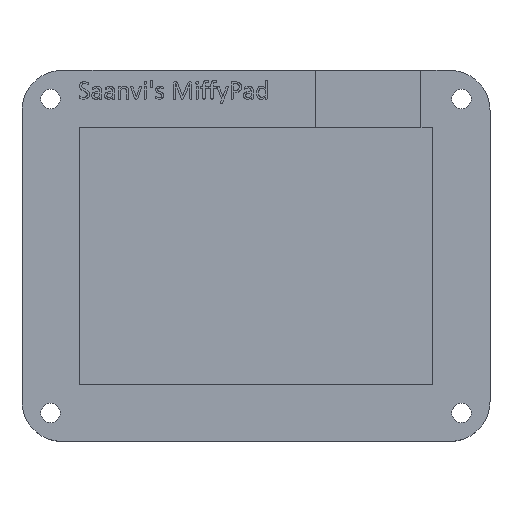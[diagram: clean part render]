
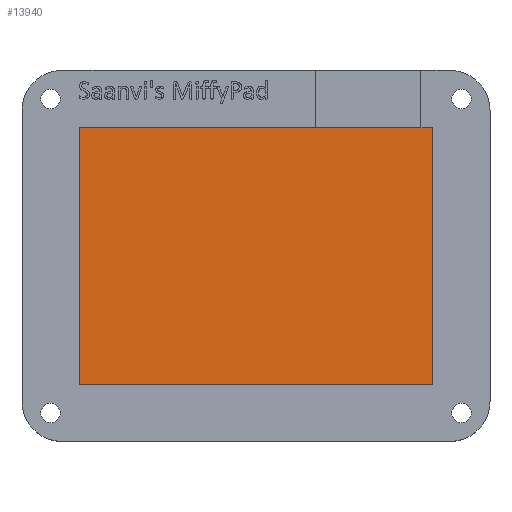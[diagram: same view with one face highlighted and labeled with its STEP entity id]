
A CAD part, top view. The second image highlights one B-rep face of the part: STEP entity #13940.
In plain terms, the highlighted planar face has unit normal (0, 0, 1).
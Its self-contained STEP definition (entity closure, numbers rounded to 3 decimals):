
#1422=FACE_OUTER_BOUND('',#2192,.T.);
#2192=EDGE_LOOP('',(#13013,#13014,#13015,#13016));
#3104=LINE('',#29950,#4006);
#3105=LINE('',#29952,#4007);
#3106=LINE('',#29954,#4008);
#3107=LINE('',#29955,#4009);
#4006=VECTOR('',#15281,10.);
#4007=VECTOR('',#15282,10.);
#4008=VECTOR('',#15283,10.);
#4009=VECTOR('',#15284,10.);
#6651=VERTEX_POINT('',#29948);
#6652=VERTEX_POINT('',#29949);
#6653=VERTEX_POINT('',#29951);
#6654=VERTEX_POINT('',#29953);
#8780=EDGE_CURVE('',#6651,#6652,#3104,.T.);
#8781=EDGE_CURVE('',#6653,#6651,#3105,.T.);
#8782=EDGE_CURVE('',#6654,#6653,#3106,.T.);
#8783=EDGE_CURVE('',#6652,#6654,#3107,.T.);
#13013=ORIENTED_EDGE('',*,*,#8780,.F.);
#13014=ORIENTED_EDGE('',*,*,#8781,.F.);
#13015=ORIENTED_EDGE('',*,*,#8782,.F.);
#13016=ORIENTED_EDGE('',*,*,#8783,.F.);
#13205=PLANE('',#14102);
#13940=ADVANCED_FACE('',(#1422),#13205,.T.);
#14102=AXIS2_PLACEMENT_3D('',#29947,#15279,#15280);
#15279=DIRECTION('center_axis',(0.,0.,1.));
#15280=DIRECTION('ref_axis',(1.,0.,0.));
#15281=DIRECTION('',(0.,1.,0.));
#15282=DIRECTION('',(-1.,0.,0.));
#15283=DIRECTION('',(0.,-1.,0.));
#15284=DIRECTION('',(1.,0.,0.));
#29947=CARTESIAN_POINT('Origin',(31.,22.5,3.));
#29948=CARTESIAN_POINT('',(0.,0.,3.));
#29949=CARTESIAN_POINT('',(0.,45.,3.));
#29950=CARTESIAN_POINT('',(0.,11.25,3.));
#29951=CARTESIAN_POINT('',(62.,0.,3.));
#29952=CARTESIAN_POINT('',(46.5,0.,3.));
#29953=CARTESIAN_POINT('',(62.,45.,3.));
#29954=CARTESIAN_POINT('',(62.,33.75,3.));
#29955=CARTESIAN_POINT('',(15.5,45.,3.));
